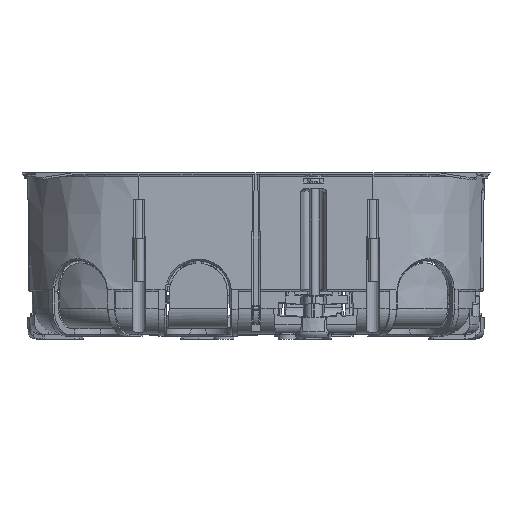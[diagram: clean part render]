
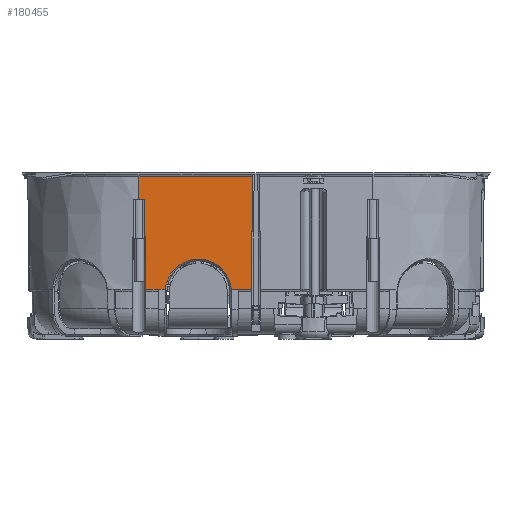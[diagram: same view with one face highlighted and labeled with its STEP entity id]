
A CAD part, front view. The second image highlights one B-rep face of the part: STEP entity #180455.
In plain terms, the highlighted planar face has unit normal (0, -1, -0.009).
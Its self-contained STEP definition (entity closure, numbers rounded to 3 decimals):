
#180434=AXIS2_PLACEMENT_3D('Plane Axis2P3D',#180431,#180432,#180433) ;
#58702=CARTESIAN_POINT('Vertex',(5.881,-33.446,-34.832)) ;
#58806=CARTESIAN_POINT('Vertex',(30.119,-33.446,-34.832)) ;
#73462=CARTESIAN_POINT('Vertex',(1.959,-33.446,-34.832)) ;
#73466=CARTESIAN_POINT('Control Point',(1.725,-33.685,-7.502)) ;
#73467=CARTESIAN_POINT('Control Point',(1.959,-33.446,-34.832)) ;
#73468=CARTESIAN_POINT('Vertex',(1.725,-33.685,-7.502)) ;
#73607=CARTESIAN_POINT('Line Origine',(7.004,-33.446,-34.833)) ;
#73611=CARTESIAN_POINT('Vertex',(8.008,-33.446,-34.832)) ;
#73613=CARTESIAN_POINT('Vertex',(6.,-33.446,-34.832)) ;
#73616=CARTESIAN_POINT('Line Origine',(5.94,-33.446,-34.832)) ;
#73653=CARTESIAN_POINT('Line Origine',(35.5,-33.446,-34.832)) ;
#73688=CARTESIAN_POINT('Line Origine',(30.06,-33.446,-34.832)) ;
#73692=CARTESIAN_POINT('Vertex',(30.,-33.446,-34.832)) ;
#73695=CARTESIAN_POINT('Line Origine',(28.996,-33.446,-34.833)) ;
#73699=CARTESIAN_POINT('Vertex',(27.992,-33.446,-34.832)) ;
#73726=CARTESIAN_POINT('Line Origine',(35.5,-33.446,-34.832)) ;
#73730=CARTESIAN_POINT('Vertex',(34.132,-33.446,-34.833)) ;
#91285=CARTESIAN_POINT('Line Origine',(0.862,-33.685,-7.502)) ;
#91289=CARTESIAN_POINT('Vertex',(0.,-33.685,-7.502)) ;
#108296=CARTESIAN_POINT('Control Point',(27.992,-33.446,-34.832)) ;
#108297=CARTESIAN_POINT('Control Point',(27.964,-33.449,-34.503)) ;
#108298=CARTESIAN_POINT('Control Point',(27.922,-33.452,-34.175)) ;
#108299=CARTESIAN_POINT('Control Point',(27.866,-33.455,-33.849)) ;
#108300=CARTESIAN_POINT('Control Point',(27.613,-33.465,-32.662)) ;
#108301=CARTESIAN_POINT('Control Point',(27.182,-33.475,-31.521)) ;
#108302=CARTESIAN_POINT('Control Point',(26.778,-33.482,-30.728)) ;
#108303=CARTESIAN_POINT('Control Point',(25.803,-33.495,-29.244)) ;
#108304=CARTESIAN_POINT('Control Point',(24.528,-33.506,-28.008)) ;
#108305=CARTESIAN_POINT('Control Point',(23.825,-33.51,-27.463)) ;
#108306=CARTESIAN_POINT('Control Point',(22.311,-33.518,-26.536)) ;
#108307=CARTESIAN_POINT('Control Point',(20.632,-33.523,-25.961)) ;
#108308=CARTESIAN_POINT('Control Point',(19.764,-33.525,-25.767)) ;
#108309=CARTESIAN_POINT('Control Point',(18.,-33.527,-25.573)) ;
#108310=CARTESIAN_POINT('Control Point',(16.236,-33.525,-25.767)) ;
#108311=CARTESIAN_POINT('Control Point',(15.369,-33.523,-25.961)) ;
#108312=CARTESIAN_POINT('Control Point',(13.689,-33.518,-26.536)) ;
#108313=CARTESIAN_POINT('Control Point',(12.175,-33.51,-27.463)) ;
#108314=CARTESIAN_POINT('Control Point',(11.472,-33.506,-28.008)) ;
#108315=CARTESIAN_POINT('Control Point',(10.197,-33.495,-29.244)) ;
#108316=CARTESIAN_POINT('Control Point',(9.222,-33.482,-30.728)) ;
#108317=CARTESIAN_POINT('Control Point',(8.818,-33.475,-31.521)) ;
#108318=CARTESIAN_POINT('Control Point',(8.387,-33.465,-32.662)) ;
#108319=CARTESIAN_POINT('Control Point',(8.134,-33.455,-33.849)) ;
#108320=CARTESIAN_POINT('Control Point',(8.078,-33.452,-34.175)) ;
#108321=CARTESIAN_POINT('Control Point',(8.036,-33.449,-34.503)) ;
#108322=CARTESIAN_POINT('Control Point',(8.008,-33.446,-34.832)) ;
#180234=CARTESIAN_POINT('Vertex',(34.432,-33.746,-0.496)) ;
#180238=CARTESIAN_POINT('Control Point',(34.432,-33.746,-0.496)) ;
#180239=CARTESIAN_POINT('Control Point',(34.132,-33.446,-34.833)) ;
#180368=CARTESIAN_POINT('Line Origine',(0.,-33.538,-24.25)) ;
#180372=CARTESIAN_POINT('Vertex',(0.,-33.746,-0.496)) ;
#180431=CARTESIAN_POINT('Axis2P3D Location',(35.5,-33.75,0.)) ;
#180436=CARTESIAN_POINT('Line Origine',(35.5,-33.746,-0.496)) ;
#73608=DIRECTION('Vector Direction',(-1.,0.,0.)) ;
#73617=DIRECTION('Vector Direction',(-1.,0.,0.)) ;
#73654=DIRECTION('Vector Direction',(-1.,0.,0.)) ;
#73689=DIRECTION('Vector Direction',(-1.,0.,0.)) ;
#73696=DIRECTION('Vector Direction',(-1.,0.,0.)) ;
#73727=DIRECTION('Vector Direction',(-1.,0.,0.)) ;
#91286=DIRECTION('Vector Direction',(1.,0.,0.)) ;
#180369=DIRECTION('Vector Direction',(0.,-0.009,1.)) ;
#180432=DIRECTION('Axis2P3D Direction',(0.,-1.,-0.009)) ;
#180433=DIRECTION('Axis2P3D XDirection',(1.,0.,0.)) ;
#180437=DIRECTION('Vector Direction',(1.,0.,0.)) ;
#73609=VECTOR('Line Direction',#73608,1.) ;
#73618=VECTOR('Line Direction',#73617,1.) ;
#73655=VECTOR('Line Direction',#73654,1.) ;
#73690=VECTOR('Line Direction',#73689,1.) ;
#73697=VECTOR('Line Direction',#73696,1.) ;
#73728=VECTOR('Line Direction',#73727,1.) ;
#91287=VECTOR('Line Direction',#91286,1.) ;
#180370=VECTOR('Line Direction',#180369,1.) ;
#180438=VECTOR('Line Direction',#180437,1.) ;
#180442=ORIENTED_EDGE('',*,*,#180374,.T.) ;
#180443=ORIENTED_EDGE('',*,*,#91291,.T.) ;
#180444=ORIENTED_EDGE('',*,*,#73470,.T.) ;
#180445=ORIENTED_EDGE('',*,*,#73657,.F.) ;
#180446=ORIENTED_EDGE('',*,*,#73620,.F.) ;
#180447=ORIENTED_EDGE('',*,*,#73615,.F.) ;
#180448=ORIENTED_EDGE('',*,*,#108323,.F.) ;
#180449=ORIENTED_EDGE('',*,*,#73701,.F.) ;
#180450=ORIENTED_EDGE('',*,*,#73694,.F.) ;
#180451=ORIENTED_EDGE('',*,*,#73732,.F.) ;
#180452=ORIENTED_EDGE('',*,*,#180240,.T.) ;
#180453=ORIENTED_EDGE('',*,*,#180440,.F.) ;
#180455=ADVANCED_FACE('0011935\\Boite 2 Postes P50',(#180454),#180435,.T.) ;
#73465=B_SPLINE_CURVE_WITH_KNOTS('',1,(#73466,#73467),.UNSPECIFIED.,.F.,.U.,(2,2),(-13.666,13.666),.UNSPECIFIED.) ;
#108295=B_SPLINE_CURVE_WITH_KNOTS('',5,(#108296,#108297,#108298,#108299,#108300,#108301,#108302,#108303,#108304,#108305,#108306,#108307,#108308,#108309,#108310,#108311,#108312,#108313,#108314,#108315,#108316,#108317,#108318,#108319,#108320,#108321,#108322),.UNSPECIFIED.,.F.,.U.,(6,3,3,3,3,3,3,3,6),(10.244,12.522,18.608,24.694,30.775,36.856,42.942,49.028,51.306),.UNSPECIFIED.) ;
#180237=B_SPLINE_CURVE_WITH_KNOTS('',1,(#180238,#180239),.UNSPECIFIED.,.F.,.U.,(2,2),(-16.922,17.418),.UNSPECIFIED.) ;
#73470=EDGE_CURVE('',#73469,#73463,#73465,.T.) ;
#73615=EDGE_CURVE('',#73612,#73614,#73610,.T.) ;
#73620=EDGE_CURVE('',#73614,#58703,#73619,.T.) ;
#73657=EDGE_CURVE('',#58703,#73463,#73656,.T.) ;
#73694=EDGE_CURVE('',#58807,#73693,#73691,.T.) ;
#73701=EDGE_CURVE('',#73693,#73700,#73698,.T.) ;
#73732=EDGE_CURVE('',#73731,#58807,#73729,.T.) ;
#91291=EDGE_CURVE('',#91290,#73469,#91288,.T.) ;
#108323=EDGE_CURVE('',#73700,#73612,#108295,.T.) ;
#180240=EDGE_CURVE('',#73731,#180235,#180237,.F.) ;
#180374=EDGE_CURVE('',#180373,#91290,#180371,.F.) ;
#180440=EDGE_CURVE('',#180373,#180235,#180439,.T.) ;
#180441=EDGE_LOOP('',(#180442,#180443,#180444,#180445,#180446,#180447,#180448,#180449,#180450,#180451,#180452,#180453)) ;
#180454=FACE_OUTER_BOUND('',#180441,.T.) ;
#73610=LINE('Line',#73607,#73609) ;
#73619=LINE('Line',#73616,#73618) ;
#73656=LINE('Line',#73653,#73655) ;
#73691=LINE('Line',#73688,#73690) ;
#73698=LINE('Line',#73695,#73697) ;
#73729=LINE('Line',#73726,#73728) ;
#91288=LINE('Line',#91285,#91287) ;
#180371=LINE('Line',#180368,#180370) ;
#180439=LINE('Line',#180436,#180438) ;
#180435=PLANE('',#180434) ;
#58703=VERTEX_POINT('',#58702) ;
#58807=VERTEX_POINT('',#58806) ;
#73463=VERTEX_POINT('',#73462) ;
#73469=VERTEX_POINT('',#73468) ;
#73612=VERTEX_POINT('',#73611) ;
#73614=VERTEX_POINT('',#73613) ;
#73693=VERTEX_POINT('',#73692) ;
#73700=VERTEX_POINT('',#73699) ;
#73731=VERTEX_POINT('',#73730) ;
#91290=VERTEX_POINT('',#91289) ;
#180235=VERTEX_POINT('',#180234) ;
#180373=VERTEX_POINT('',#180372) ;
